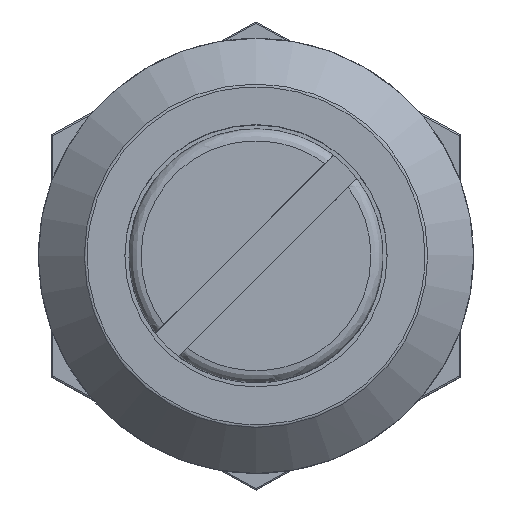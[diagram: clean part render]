
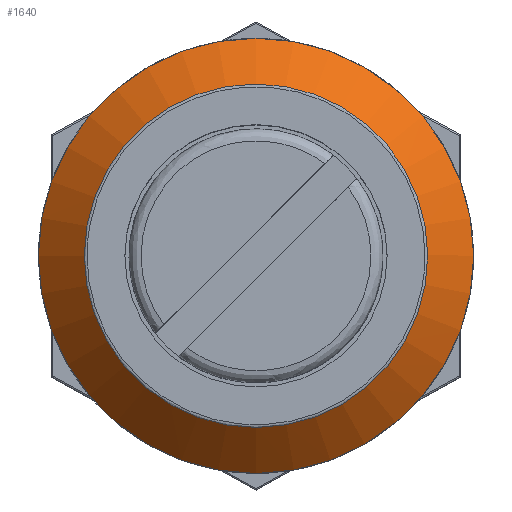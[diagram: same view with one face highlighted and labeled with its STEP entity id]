
A CAD part, top view. The second image highlights one B-rep face of the part: STEP entity #1640.
In plain terms, the highlighted conical face has half-angle 45 degrees and reference radius 10.009 mm.
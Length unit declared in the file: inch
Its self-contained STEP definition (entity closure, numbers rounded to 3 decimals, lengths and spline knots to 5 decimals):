
#24 = DIRECTION ( 'NONE',  ( 0., 0., -1. ) ) ;
#64 = VERTEX_POINT ( 'NONE', #3974 ) ;
#202 = CONICAL_SURFACE ( 'NONE', #1144, 0.39405, 0.785 ) ;
#506 = DIRECTION ( 'NONE',  ( 0., 0., 1. ) ) ;
#508 = CARTESIAN_POINT ( 'NONE',  ( 0., 0., 0.5578 ) ) ;
#623 = AXIS2_PLACEMENT_3D ( 'NONE', #1567, #506, #1875 ) ;
#915 = EDGE_CURVE ( 'NONE', #1360, #1360, #1338, .T. ) ;
#1144 = AXIS2_PLACEMENT_3D ( 'NONE', #1253, #24, #2543 ) ;
#1236 = FACE_OUTER_BOUND ( 'NONE', #3940, .T. ) ;
#1253 = CARTESIAN_POINT ( 'NONE',  ( 0., 0., 0.5578 ) ) ;
#1338 = CIRCLE ( 'NONE', #2774, 0.39405 ) ;
#1360 = VERTEX_POINT ( 'NONE', #1940 ) ;
#1567 = CARTESIAN_POINT ( 'NONE',  ( 0., 0., 0.64092 ) ) ;
#1640 = ADVANCED_FACE ( 'NONE', ( #1236, #2947 ), #202, .T. ) ;
#1875 = DIRECTION ( 'NONE',  ( 1., 0.005, 0. ) ) ;
#1940 = CARTESIAN_POINT ( 'NONE',  ( -0.39405, 0., 0.5578 ) ) ;
#1947 = ORIENTED_EDGE ( 'NONE', *, *, #915, .T. ) ;
#2191 = EDGE_LOOP ( 'NONE', ( #2769 ) ) ;
#2473 = DIRECTION ( 'NONE',  ( -1., 0., 0. ) ) ;
#2543 = DIRECTION ( 'NONE',  ( -1., 0., 0. ) ) ;
#2769 = ORIENTED_EDGE ( 'NONE', *, *, #3312, .F. ) ;
#2774 = AXIS2_PLACEMENT_3D ( 'NONE', #508, #3462, #2473 ) ;
#2947 = FACE_BOUND ( 'NONE', #2191, .T. ) ;
#3312 = EDGE_CURVE ( 'NONE', #64, #64, #3901, .T. ) ;
#3462 = DIRECTION ( 'NONE',  ( 0., 0., 1. ) ) ;
#3901 = CIRCLE ( 'NONE', #623, 0.31093 ) ;
#3940 = EDGE_LOOP ( 'NONE', ( #1947 ) ) ;
#3974 = CARTESIAN_POINT ( 'NONE',  ( 0.31092, 0.00168, 0.64092 ) ) ;
